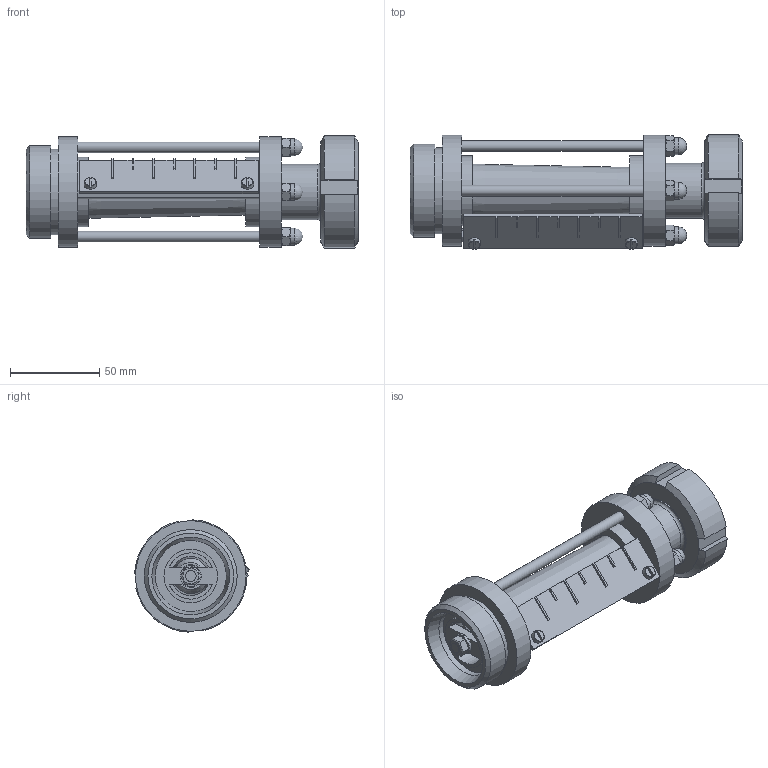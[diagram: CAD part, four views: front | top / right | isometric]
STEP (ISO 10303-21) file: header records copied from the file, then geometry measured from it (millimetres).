
FILE_DESCRIPTION((''),'2;1');
FILE_NAME('62800025X.stp','2010-10-29T12:56:05',('Creator'),(''),'Autodesk Inventor 2010','Autodesk Inventor 2010','');
FILE_SCHEMA(('AUTOMOTIVE_DESIGN { 1 0 10303 214 1 1 1 1 }'));
Length unit declared in the file: millimetre
Products named in the file (1): 62800025X
Bounding box: 186 x 64.35 x 62.95 mm (x, y, z)
Volume: 179282.1 mm3; surface area: 89961.6 mm2
Topology: 1 solids, 10 shells, 344 faces, 783 edges, 491 vertices
Faces by surface type: plane 192, cylinder 78, cone 65, torus 4, sphere 4, bspline 1
Full cylindrical faces by diameter (mm): 2.4 x1, 2.6 x2, 3.621 x2, 4 x2, 4.1 x2, 4.917 x8, 5.2 x2, 6 x8, 6.1 x2, 6.2 x4, 7 x4, 9.5 x4, 11 x1, 13 x1, 19 x1, 22 x1, 22.2 x1, 25.2 x1, 26 x2, 28 x1, 29 x1, 30 x1, 31 x2, 32 x1, 32.2 x2, 35 x1, 36 x1, 39 x2, 39.1 x2, 39.8 x1
Entity records: 8849 total; most frequent: CARTESIAN_POINT 1843, DIRECTION 1456, ORIENTED_EDGE 1290, EDGE_CURVE 645, AXIS2_PLACEMENT_3D 611, EDGE_LOOP 516, VERTEX_POINT 465, FACE_OUTER_BOUND 344
